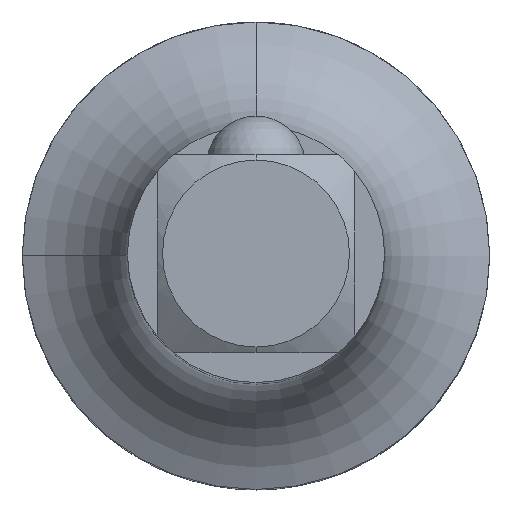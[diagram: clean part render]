
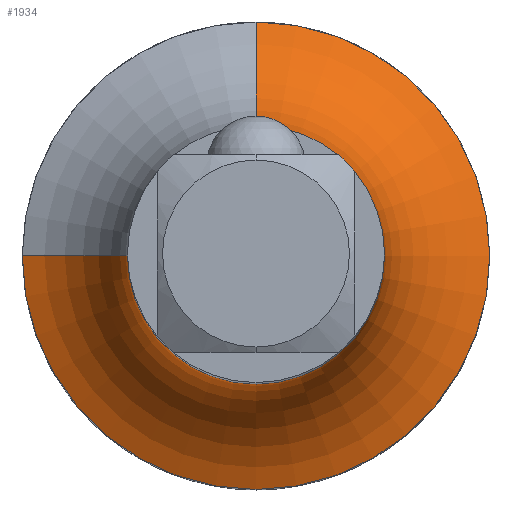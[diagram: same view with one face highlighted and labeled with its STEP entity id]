
A CAD part, top view. The second image highlights one B-rep face of the part: STEP entity #1934.
In plain terms, the highlighted toroidal (fillet/blend) face has major radius 18.25 mm and minor radius 10 mm.
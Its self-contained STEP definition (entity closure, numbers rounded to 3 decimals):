
#95=CARTESIAN_POINT('',(0.,0.,19.));
#96=DIRECTION('',(0.,0.,1.));
#97=DIRECTION('',(1.,0.,0.));
#98=AXIS2_PLACEMENT_3D('',#95,#96,#97);
#849=CARTESIAN_POINT('',(0.,0.,28.457));
#850=DIRECTION('',(0.,0.,1.));
#851=DIRECTION('',(0.,-1.,0.));
#852=AXIS2_PLACEMENT_3D('',#849,#850,#851);
#857=CARTESIAN_POINT('',(0.,0.,19.));
#858=DIRECTION('',(0.,0.,-1.));
#859=DIRECTION('',(1.,0.,0.));
#860=AXIS2_PLACEMENT_3D('',#857,#858,#859);
#865=CARTESIAN_POINT('',(-18.25,0.,28.457));
#866=DIRECTION('',(0.,-1.,0.));
#867=DIRECTION('',(0.325,0.,-0.946));
#868=AXIS2_PLACEMENT_3D('',#865,#866,#867);
#1089=CARTESIAN_POINT('',(0.,0.,28.457));
#1090=DIRECTION('',(0.,0.,1.));
#1091=DIRECTION('',(-1.,0.,0.));
#1092=AXIS2_PLACEMENT_3D('',#1089,#1090,#1091);
#1136=CARTESIAN_POINT('',(0.,18.25,28.457));
#1137=DIRECTION('',(-1.,0.,0.));
#1138=DIRECTION('',(0.,-0.325,-0.946));
#1139=AXIS2_PLACEMENT_3D('',#1136,#1137,#1138);
#1334=CARTESIAN_POINT('',(15.,0.,19.));
#1335=CARTESIAN_POINT('',(0.,15.,19.));
#1336=VERTEX_POINT('',#1334);
#1337=VERTEX_POINT('',#1335);
#1338=CARTESIAN_POINT('',(-15.,0.,19.));
#1339=VERTEX_POINT('',#1338);
#1340=CARTESIAN_POINT('',(0.,8.25,28.457));
#1341=CARTESIAN_POINT('',(-8.25,0.,28.457));
#1342=VERTEX_POINT('',#1340);
#1343=VERTEX_POINT('',#1341);
#1344=CARTESIAN_POINT('',(0.,-8.25,28.457));
#1345=VERTEX_POINT('',#1344);
#1917=CARTESIAN_POINT('',(0.,0.,28.457));
#1918=DIRECTION('',(0.,0.,1.));
#1919=DIRECTION('',(-0.02,-1.,0.));
#1920=AXIS2_PLACEMENT_3D('',#1917,#1918,#1919);
#1921=TOROIDAL_SURFACE('',#1920,18.25,10.);
#1923=ORIENTED_EDGE('',*,*,#1922,.T.);
#1925=ORIENTED_EDGE('',*,*,#1924,.F.);
#1926=ORIENTED_EDGE('',*,*,#1444,.F.);
#1927=ORIENTED_EDGE('',*,*,#1553,.T.);
#1929=ORIENTED_EDGE('',*,*,#1928,.T.);
#1931=ORIENTED_EDGE('',*,*,#1930,.T.);
#1932=EDGE_LOOP('',(#1923,#1925,#1926,#1927,#1929,#1931));
#1933=FACE_OUTER_BOUND('',#1932,.F.);
#1934=ADVANCED_FACE('',(#1933),#1921,.F.);
#99=CIRCLE('',#98,15.);
#853=CIRCLE('',#852,8.25);
#861=CIRCLE('',#860,15.);
#869=CIRCLE('',#868,10.);
#1093=CIRCLE('',#1092,8.25);
#1140=CIRCLE('',#1139,10.);
#1444=EDGE_CURVE('',#1336,#1337,#99,.T.);
#1553=EDGE_CURVE('',#1336,#1339,#861,.T.);
#1922=EDGE_CURVE('',#1345,#1342,#853,.T.);
#1924=EDGE_CURVE('',#1337,#1342,#1140,.T.);
#1928=EDGE_CURVE('',#1339,#1343,#869,.T.);
#1930=EDGE_CURVE('',#1343,#1345,#1093,.T.);
